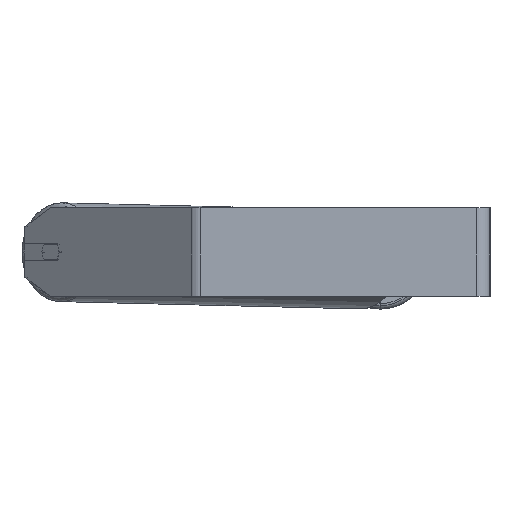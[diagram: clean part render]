
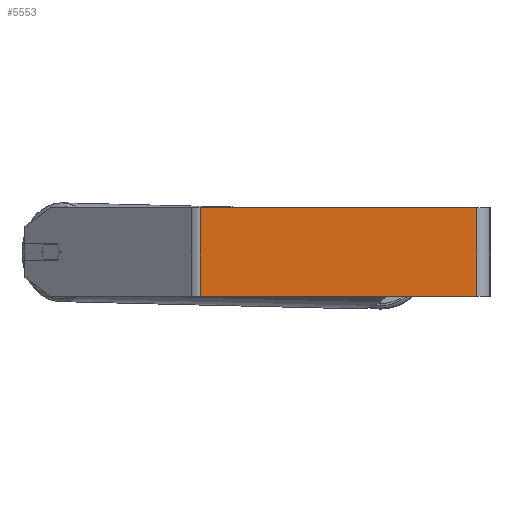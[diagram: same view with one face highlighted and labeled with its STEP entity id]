
A CAD part, left-side view. The second image highlights one B-rep face of the part: STEP entity #5553.
In plain terms, the highlighted planar face has unit normal (-1, 0, 0).
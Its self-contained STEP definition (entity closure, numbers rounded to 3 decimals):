
#239 = LINE ( 'NONE', #2031, #3500 ) ;
#710 = CARTESIAN_POINT ( 'NONE',  ( -700., 261.11, -40. ) ) ;
#1363 = EDGE_CURVE ( 'NONE', #8035, #8408, #239, .T. ) ;
#1516 = CARTESIAN_POINT ( 'NONE',  ( -700., 12., 40. ) ) ;
#1743 = EDGE_CURVE ( 'NONE', #8408, #1808, #7567, .T. ) ;
#1808 = VERTEX_POINT ( 'NONE', #5741 ) ;
#1994 = AXIS2_PLACEMENT_3D ( 'NONE', #6035, #8041, #4764 ) ;
#2031 = CARTESIAN_POINT ( 'NONE',  ( -700., 261.11, 40. ) ) ;
#2037 = PLANE ( 'NONE',  #1994 ) ;
#2563 = DIRECTION ( 'NONE',  ( 0., 0., -1. ) ) ;
#2609 = CARTESIAN_POINT ( 'NONE',  ( -700., 12., 40. ) ) ;
#2670 = DIRECTION ( 'NONE',  ( 0., -1., 0. ) ) ;
#2730 = VECTOR ( 'NONE', #2563, 1000. ) ;
#3500 = VECTOR ( 'NONE', #7577, 1000. ) ;
#4083 = DIRECTION ( 'NONE',  ( 0., -1., 0. ) ) ;
#4454 = ORIENTED_EDGE ( 'NONE', *, *, #1363, .T. ) ;
#4764 = DIRECTION ( 'NONE',  ( 0., 0., -1. ) ) ;
#5272 = LINE ( 'NONE', #6772, #8625 ) ;
#5316 = ORIENTED_EDGE ( 'NONE', *, *, #1743, .T. ) ;
#5339 = FACE_OUTER_BOUND ( 'NONE', #5782, .T. ) ;
#5342 = VECTOR ( 'NONE', #4083, 1000. ) ;
#5553 = ADVANCED_FACE ( 'NONE', ( #5339 ), #2037, .F. ) ;
#5741 = CARTESIAN_POINT ( 'NONE',  ( -700., 12., -40. ) ) ;
#5782 = EDGE_LOOP ( 'NONE', ( #5316, #6289, #7230, #4454 ) ) ;
#5907 = LINE ( 'NONE', #2609, #2730 ) ;
#6035 = CARTESIAN_POINT ( 'NONE',  ( -700., 265.478, 40. ) ) ;
#6103 = CARTESIAN_POINT ( 'NONE',  ( -700., 265.478, -40. ) ) ;
#6183 = EDGE_CURVE ( 'NONE', #8035, #8389, #5272, .T. ) ;
#6289 = ORIENTED_EDGE ( 'NONE', *, *, #7021, .F. ) ;
#6439 = CARTESIAN_POINT ( 'NONE',  ( -700., 261.11, 40. ) ) ;
#6772 = CARTESIAN_POINT ( 'NONE',  ( -700., 265.478, 40. ) ) ;
#7021 = EDGE_CURVE ( 'NONE', #8389, #1808, #5907, .T. ) ;
#7230 = ORIENTED_EDGE ( 'NONE', *, *, #6183, .F. ) ;
#7567 = LINE ( 'NONE', #6103, #5342 ) ;
#7577 = DIRECTION ( 'NONE',  ( 0., 0., -1. ) ) ;
#8035 = VERTEX_POINT ( 'NONE', #6439 ) ;
#8041 = DIRECTION ( 'NONE',  ( 1., 0., 0. ) ) ;
#8389 = VERTEX_POINT ( 'NONE', #1516 ) ;
#8408 = VERTEX_POINT ( 'NONE', #710 ) ;
#8625 = VECTOR ( 'NONE', #2670, 1000. ) ;
